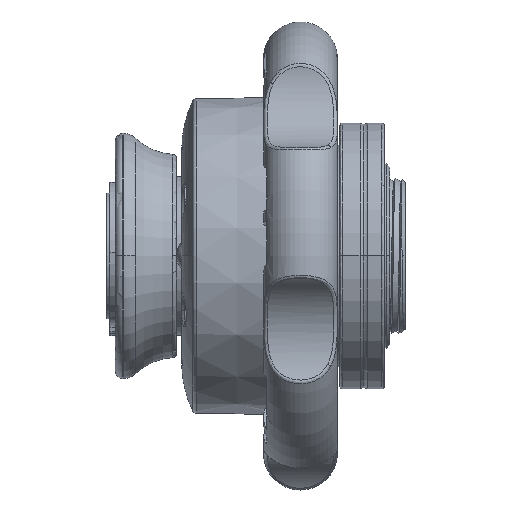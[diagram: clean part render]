
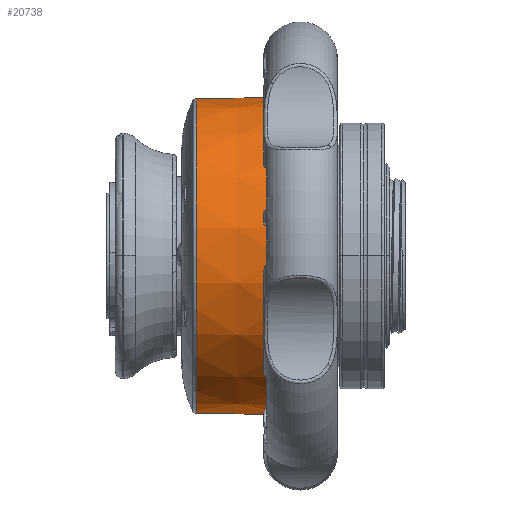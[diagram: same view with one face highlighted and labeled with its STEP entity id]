
A CAD part, top view. The second image highlights one B-rep face of the part: STEP entity #20738.
In plain terms, the highlighted conical face has half-angle 1 degrees and reference radius 42.974 mm.
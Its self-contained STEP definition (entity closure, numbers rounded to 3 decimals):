
#1071 = ORIENTED_EDGE ( 'NONE', *, *, #2643, .F. ) ;
#1121 = CARTESIAN_POINT ( 'NONE',  ( 3.5, -42.974, 0. ) ) ;
#2643 = EDGE_CURVE ( 'NONE', #55974, #47902, #19582, .T. ) ;
#4802 = DIRECTION ( 'NONE',  ( 0., 1., 0. ) ) ;
#5410 = LINE ( 'NONE', #42709, #56003 ) ;
#9423 = EDGE_CURVE ( 'NONE', #53808, #34415, #5410, .T. ) ;
#10160 = FACE_OUTER_BOUND ( 'NONE', #64171, .T. ) ;
#10847 = CARTESIAN_POINT ( 'NONE',  ( -18.613, -42.588, 0. ) ) ;
#12731 = ORIENTED_EDGE ( 'NONE', *, *, #9423, .T. ) ;
#12949 = ORIENTED_EDGE ( 'NONE', *, *, #17543, .F. ) ;
#17543 = EDGE_CURVE ( 'NONE', #53808, #55974, #27769, .T. ) ;
#18881 = CARTESIAN_POINT ( 'NONE',  ( 3.5, 42.974, 0. ) ) ;
#19582 = LINE ( 'NONE', #18881, #48573 ) ;
#20738 = ADVANCED_FACE ( 'NONE', ( #10160 ), #30125, .T. ) ;
#25726 = CARTESIAN_POINT ( 'NONE',  ( 3.5, 0., 0. ) ) ;
#27160 = DIRECTION ( 'NONE',  ( 1., 0., 0. ) ) ;
#27769 = CIRCLE ( 'NONE', #36813, 42.588 ) ;
#30125 = CONICAL_SURFACE ( 'NONE', #61869, 42.974, 0.017 ) ;
#32064 = DIRECTION ( 'NONE',  ( 1., -0.017, 0. ) ) ;
#34248 = ORIENTED_EDGE ( 'NONE', *, *, #66612, .T. ) ;
#34415 = VERTEX_POINT ( 'NONE', #1121 ) ;
#36011 = DIRECTION ( 'NONE',  ( 0., 1., 0. ) ) ;
#36813 = AXIS2_PLACEMENT_3D ( 'NONE', #42546, #48226, #69885 ) ;
#40093 = CARTESIAN_POINT ( 'NONE',  ( 3.5, 42.974, 0. ) ) ;
#42546 = CARTESIAN_POINT ( 'NONE',  ( -18.613, 0., 0. ) ) ;
#42709 = CARTESIAN_POINT ( 'NONE',  ( 3.5, -42.974, 0. ) ) ;
#43148 = CARTESIAN_POINT ( 'NONE',  ( 3.5, 0., 0. ) ) ;
#47376 = DIRECTION ( 'NONE',  ( -1., 0., 0. ) ) ;
#47902 = VERTEX_POINT ( 'NONE', #40093 ) ;
#48226 = DIRECTION ( 'NONE',  ( -1., 0., 0. ) ) ;
#48573 = VECTOR ( 'NONE', #62911, 1000. ) ;
#53297 = CARTESIAN_POINT ( 'NONE',  ( -18.613, 42.588, 0. ) ) ;
#53808 = VERTEX_POINT ( 'NONE', #10847 ) ;
#55311 = AXIS2_PLACEMENT_3D ( 'NONE', #25726, #47376, #36011 ) ;
#55974 = VERTEX_POINT ( 'NONE', #53297 ) ;
#56003 = VECTOR ( 'NONE', #32064, 1000. ) ;
#61869 = AXIS2_PLACEMENT_3D ( 'NONE', #43148, #27160, #4802 ) ;
#62911 = DIRECTION ( 'NONE',  ( 1., 0.017, 0. ) ) ;
#64171 = EDGE_LOOP ( 'NONE', ( #12949, #12731, #34248, #1071 ) ) ;
#66612 = EDGE_CURVE ( 'NONE', #34415, #47902, #68993, .T. ) ;
#68993 = CIRCLE ( 'NONE', #55311, 42.974 ) ;
#69885 = DIRECTION ( 'NONE',  ( 0., -0.004, -1. ) ) ;
